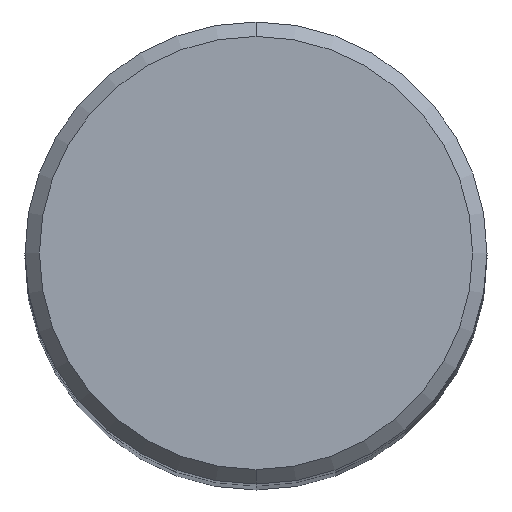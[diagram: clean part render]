
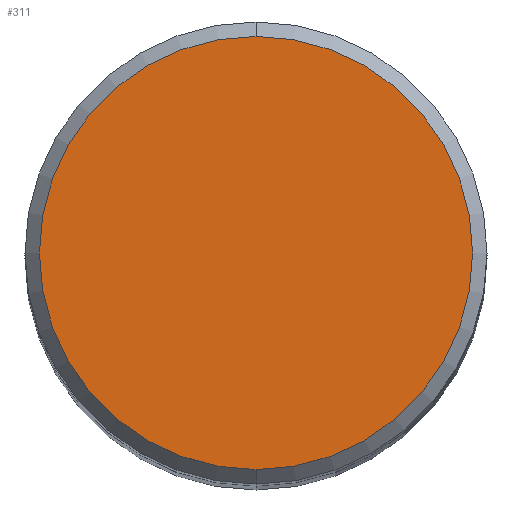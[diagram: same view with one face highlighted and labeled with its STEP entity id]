
A CAD part, top view. The second image highlights one B-rep face of the part: STEP entity #311.
In plain terms, the highlighted planar face has unit normal (0, 0, 1).
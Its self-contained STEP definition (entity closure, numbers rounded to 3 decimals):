
#187=EDGE_CURVE('',#317,#303,#447,.T.);
#191=EDGE_CURVE('',#303,#317,#451,.T.);
#303=VERTEX_POINT('',#573);
#311=ADVANCED_FACE('',(#582),#583,.T.);
#317=VERTEX_POINT('',#591);
#447=CIRCLE('',#779,15.0);
#451=CIRCLE('',#786,15.0);
#573=CARTESIAN_POINT('',(0.,-15.0,78.0));
#582=FACE_OUTER_BOUND('',#1079,.T.);
#583=PLANE('',#1080);
#591=CARTESIAN_POINT('',(0.0,15.0,78.0));
#779=AXIS2_PLACEMENT_3D('',#1301,#1302,#1303);
#786=AXIS2_PLACEMENT_3D('',#1305,#1306,#1307);
#1079=EDGE_LOOP('',(#1439,#1440));
#1080=AXIS2_PLACEMENT_3D('',#1441,#1442,#1443);
#1301=CARTESIAN_POINT('',(0.0,0.0,78.0));
#1302=DIRECTION('',(0.0,0.0,-1.0));
#1303=DIRECTION('',(0.0,1.0,0.0));
#1305=CARTESIAN_POINT('',(0.0,0.0,78.0));
#1306=DIRECTION('',(0.0,0.0,-1.0));
#1307=DIRECTION('',(0.0,1.0,0.0));
#1439=ORIENTED_EDGE('',*,*,#187,.F.);
#1440=ORIENTED_EDGE('',*,*,#191,.F.);
#1441=CARTESIAN_POINT('',(0.0,7.5,78.0));
#1442=DIRECTION('',(-0.0,0.0,1.0));
#1443=DIRECTION('',(0.0,-1.0,0.0));
